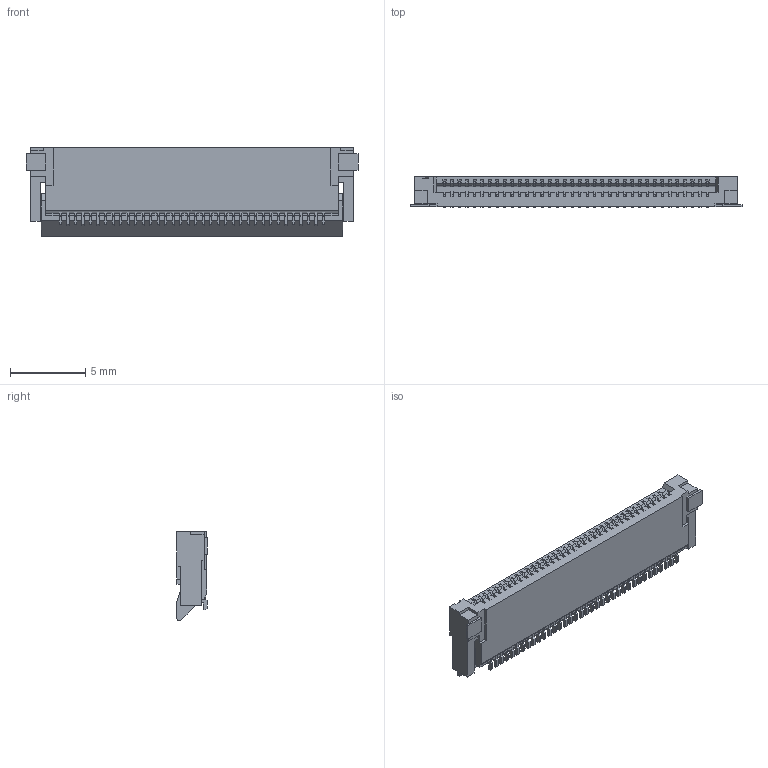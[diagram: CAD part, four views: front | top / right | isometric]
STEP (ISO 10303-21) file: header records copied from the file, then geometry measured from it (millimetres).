
FILE_DESCRIPTION (( 'STEP AP203' ), '1' );
FILE_NAME ('XF2M_3615_1A.step', '2011-02-19T19:40:17', ( 'OSMC1.0 ' ), ( ' ' ), 'SwSTEP 2.0', 'SolidWorks 2002025', '' );
FILE_SCHEMA (( 'CONFIG_CONTROL_DESIGN' ));
Length unit declared in the file: millimetre
Products named in the file (1): XF2M_3615_1A
Bounding box: 22.1 x 2 x 5.9 mm (x, y, z)
Volume: 181.6 mm3; surface area: 685.7 mm2
Topology: 1 solids, 1 shells, 1379 faces, 4015 edges, 2676 vertices
Faces by surface type: plane 1378, cylinder 1
Entity records: 44652 total; most frequent: CARTESIAN_POINT 8071, ORIENTED_EDGE 8030, DIRECTION 6777, EDGE_CURVE 4015, LINE 4013, VECTOR 4013, VERTEX_POINT 2676, EDGE_LOOP 1417
